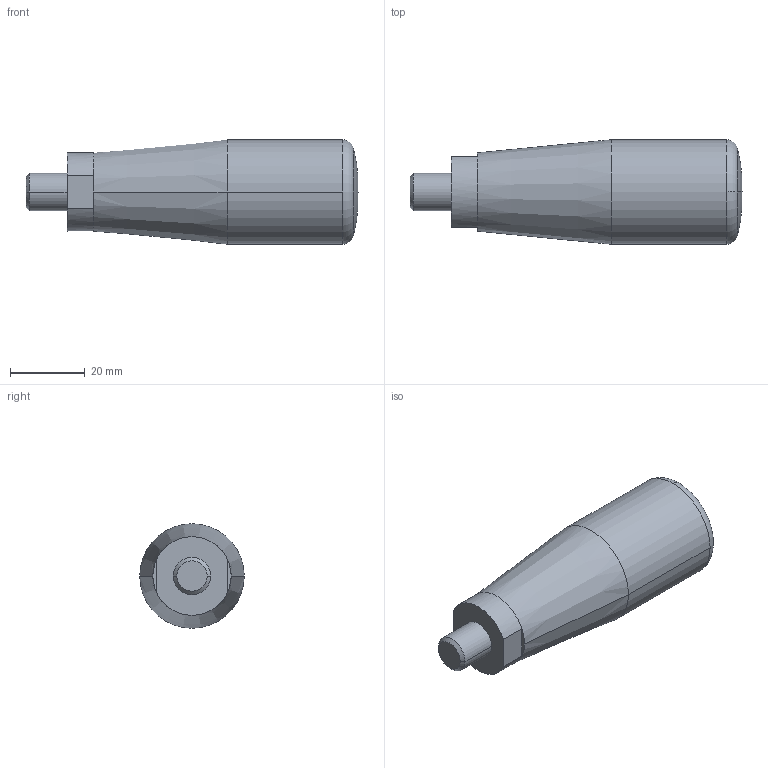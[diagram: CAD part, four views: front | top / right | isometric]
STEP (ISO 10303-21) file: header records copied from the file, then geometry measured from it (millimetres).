
FILE_DESCRIPTION( ( '' ), '1' );
FILE_NAME( 'K0170.310011.stp', '2012-10-29T11:03:19', ( '' ), ( '' ), ' ', ' ', ' ' );
FILE_SCHEMA( ( 'CONFIG_CONTROL_DESIGN' ) );
Length unit declared in the file: millimetre
Products named in the file (1): 1
Bounding box: 89 x 28 x 28 mm (x, y, z)
Volume: 41255.2 mm3; surface area: 7400.2 mm2
Topology: 1 solids, 1 shells, 20 faces, 47 edges, 28 vertices
Faces by surface type: cylinder 6, plane 6, cone 4, torus 4
Entity records: 612 total; most frequent: DIRECTION 114, CARTESIAN_POINT 94, ORIENTED_EDGE 90, AXIS2_PLACEMENT_3D 48, EDGE_CURVE 45, VERTEX_POINT 28, CIRCLE 27, EDGE_LOOP 21
